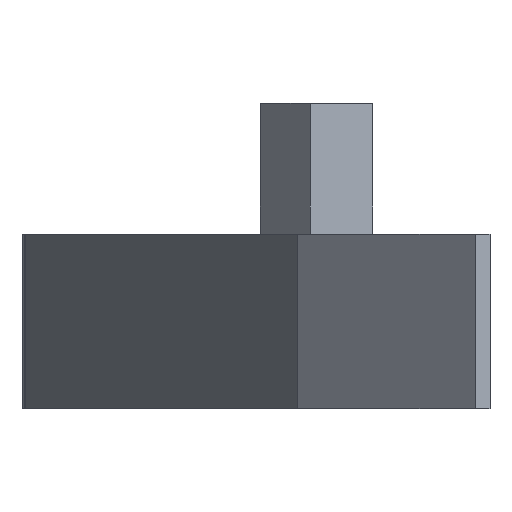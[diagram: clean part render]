
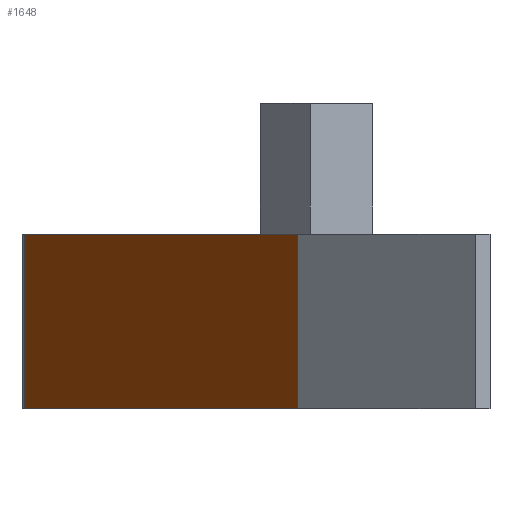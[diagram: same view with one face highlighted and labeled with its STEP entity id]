
A CAD part, front view. The second image highlights one B-rep face of the part: STEP entity #1648.
In plain terms, the highlighted planar face has unit normal (-0.946, -0.323, 0).
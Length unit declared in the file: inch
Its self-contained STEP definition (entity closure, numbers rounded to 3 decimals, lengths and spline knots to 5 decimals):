
#181=FACE_OUTER_BOUND('',#267,.T.);
#267=EDGE_LOOP('',(#1208,#1209,#1210,#1211));
#425=LINE('',#2620,#590);
#426=LINE('',#2622,#591);
#427=LINE('',#2624,#592);
#428=LINE('',#2625,#593);
#590=VECTOR('',#2072,0.3937);
#591=VECTOR('',#2073,0.3937);
#592=VECTOR('',#2074,0.3937);
#593=VECTOR('',#2075,0.3937);
#722=VERTEX_POINT('',#2618);
#723=VERTEX_POINT('',#2619);
#724=VERTEX_POINT('',#2621);
#725=VERTEX_POINT('',#2623);
#922=EDGE_CURVE('',#722,#723,#425,.T.);
#923=EDGE_CURVE('',#722,#724,#426,.T.);
#924=EDGE_CURVE('',#725,#724,#427,.T.);
#925=EDGE_CURVE('',#723,#725,#428,.T.);
#1208=ORIENTED_EDGE('',*,*,#922,.F.);
#1209=ORIENTED_EDGE('',*,*,#923,.T.);
#1210=ORIENTED_EDGE('',*,*,#924,.F.);
#1211=ORIENTED_EDGE('',*,*,#925,.F.);
#1605=PLANE('',#1756);
#1648=ADVANCED_FACE('',(#181),#1605,.T.);
#1756=AXIS2_PLACEMENT_3D('',#2617,#2070,#2071);
#2070=DIRECTION('center_axis',(-0.946,-0.323,0.));
#2071=DIRECTION('ref_axis',(-0.323,0.946,0.));
#2072=DIRECTION('',(0.,0.,1.));
#2073=DIRECTION('',(0.323,-0.946,0.));
#2074=DIRECTION('',(0.,0.,-1.));
#2075=DIRECTION('',(0.323,-0.946,0.));
#2617=CARTESIAN_POINT('Origin',(0.37653,-2.37596,0.5));
#2618=CARTESIAN_POINT('',(-0.40441,-0.09071,0.));
#2619=CARTESIAN_POINT('',(-0.40441,-0.09071,0.5));
#2620=CARTESIAN_POINT('',(-0.40441,-0.09071,0.));
#2621=CARTESIAN_POINT('',(0.37653,-2.37596,0.));
#2622=CARTESIAN_POINT('',(0.22241,-1.92496,0.));
#2623=CARTESIAN_POINT('',(0.37653,-2.37596,0.5));
#2624=CARTESIAN_POINT('',(0.37653,-2.37596,0.5));
#2625=CARTESIAN_POINT('',(-0.41066,-0.07241,0.5));
